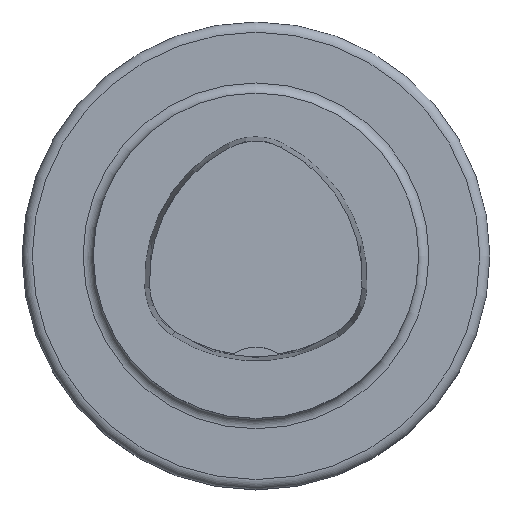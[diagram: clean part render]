
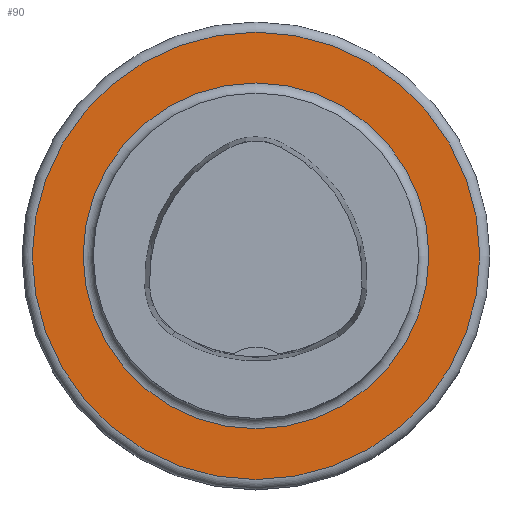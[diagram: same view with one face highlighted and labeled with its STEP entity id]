
A CAD part, top view. The second image highlights one B-rep face of the part: STEP entity #90.
In plain terms, the highlighted planar face has unit normal (0, 0, 1).
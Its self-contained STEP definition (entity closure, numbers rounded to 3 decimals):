
#41=PLANE('',#397);
#90=ADVANCED_FACE('AR_BY_CN_IB_SU_6',(#114,#115),#41,.F.);
#114=FACE_BOUND('',#149,.T.);
#115=FACE_BOUND('',#150,.T.);
#149=EDGE_LOOP('',(#223));
#150=EDGE_LOOP('',(#224));
#223=ORIENTED_EDGE('',*,*,#301,.T.);
#224=ORIENTED_EDGE('',*,*,#302,.T.);
#264=VERTEX_POINT('',#607);
#265=VERTEX_POINT('',#609);
#301=EDGE_CURVE('',#264,#264,#330,.T.);
#302=EDGE_CURVE('',#265,#265,#331,.T.);
#330=CIRCLE('',#395,22.);
#331=CIRCLE('',#396,17.);
#395=AXIS2_PLACEMENT_3D('',#606,#501,#502);
#396=AXIS2_PLACEMENT_3D('',#608,#503,#504);
#397=AXIS2_PLACEMENT_3D('',#610,#505,#506);
#501=DIRECTION('',(0.,0.,1.));
#502=DIRECTION('',(-1.,0.,0.));
#503=DIRECTION('',(0.,0.,-1.));
#504=DIRECTION('',(-1.,0.,0.));
#505=DIRECTION('',(0.,0.,-1.));
#506=DIRECTION('',(-1.,0.,0.));
#606=CARTESIAN_POINT('',(0.,0.,-6.));
#607=CARTESIAN_POINT('',(-22.,0.,-6.));
#608=CARTESIAN_POINT('',(0.,0.,-6.));
#609=CARTESIAN_POINT('',(-17.,0.,-6.));
#610=CARTESIAN_POINT('',(-23.,0.,-6.));
